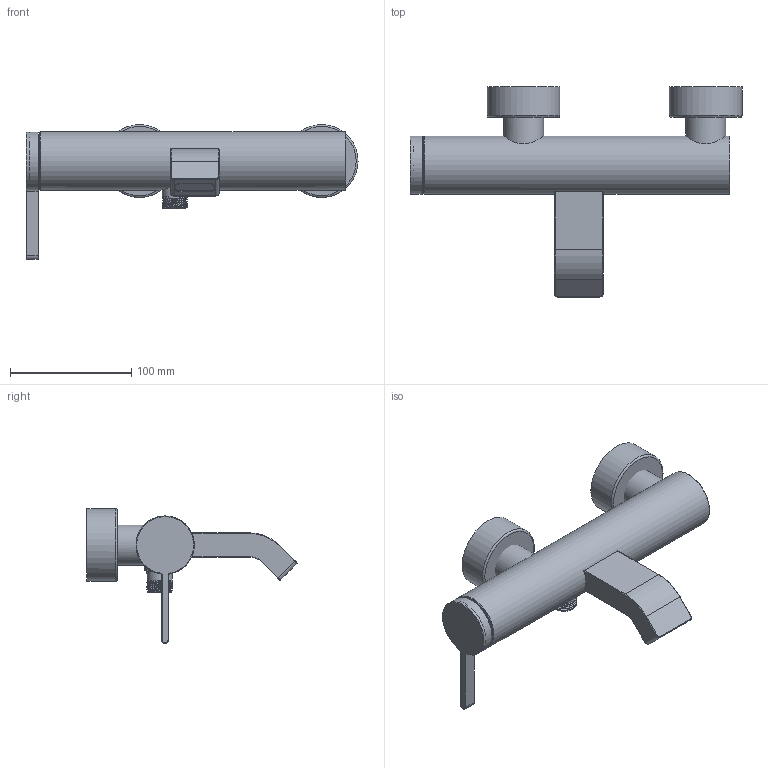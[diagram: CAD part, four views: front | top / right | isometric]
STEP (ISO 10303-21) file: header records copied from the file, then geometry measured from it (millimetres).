
FILE_DESCRIPTION(/* description */ (''),/* implementation_level */ '2;1');
FILE_NAME(/* name */ '3D_TVT106501152_Dawn.step',/* time_stamp */ '2022-12-14T11:08:41+01:00',/* author */ (''),/* organization */ (''),/* preprocessor_version */ 'ST-DEVELOPER v19.2',/* originating_system */ 'Autodesk Translation Framework v11.17.0.187',/* authorisation */ '');
FILE_SCHEMA (('AUTOMOTIVE_DESIGN { 1 0 10303 214 3 1 1 }'));
Length unit declared in the file: millimetre
Products named in the file (15): (Nicht gespeichert); 01000365_AF1_ASM; 12000732_AF3; 12000732_AF2; 12000737_AF2; 16002321_AF2_ASM; 03000242_AF2; 12000735_AF4; 12000735_AF5; 12000593_AF5; 02000398_AF0; 16001093_ASM; 11000041; 16002319_ASM; 10000338
Assembly tree (14 placements, depth 3):
  (Nicht gespeichert)
    01000365_AF1_ASM
      12000732_AF3
      12000732_AF2
    12000737_AF2
    16002321_AF2_ASM
      03000242_AF2
    12000735_AF4
    12000735_AF5
    12000593_AF5
    02000398_AF0
    16001093_ASM
      11000041
    16002319_ASM
      10000338
Bounding box: 273.5 x 173.11 x 111 mm (x, y, z)
Volume: 635473.7 mm3; surface area: 104636.5 mm2
Topology: 8 solids, 11 shells, 196 faces, 437 edges, 272 vertices
Faces by surface type: plane 77, cylinder 65, torus 24, cone 16, bspline 12, sphere 2
Full cylindrical faces by diameter (mm): 12.164 x1, 15 x1, 17 x1, 20.9 x4, 25 x1, 28 x1, 33 x2, 34 x1, 36.2 x1, 38.8 x2, 39 x1, 42 x1, 44 x2, 47 x1, 48 x1, 60 x2
Entity records: 10818 total; most frequent: CARTESIAN_POINT 6048, DIRECTION 1007, ORIENTED_EDGE 844, EDGE_CURVE 437, AXIS2_PLACEMENT_3D 401, VERTEX_POINT 272, EDGE_LOOP 212, LINE 205
